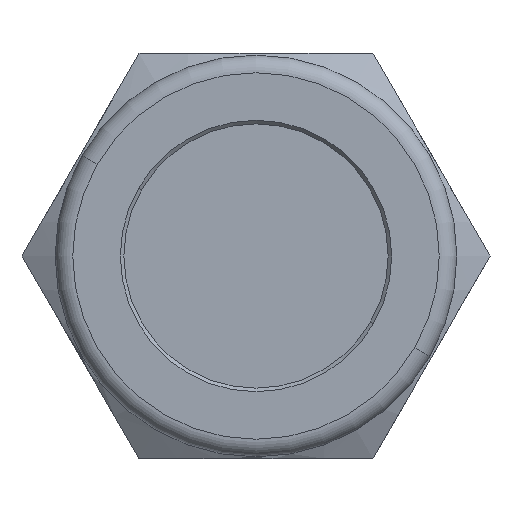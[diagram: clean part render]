
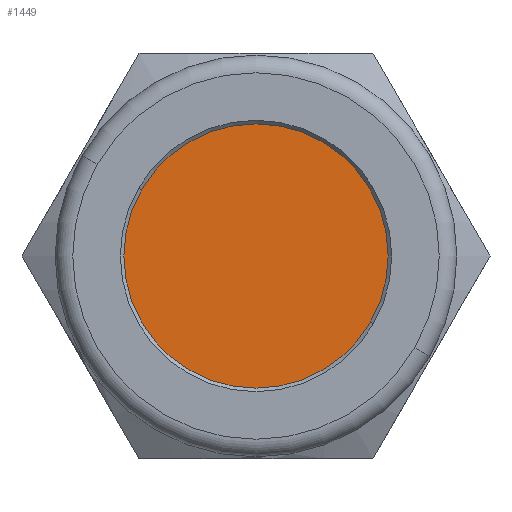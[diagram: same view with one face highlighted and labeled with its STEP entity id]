
A CAD part, front view. The second image highlights one B-rep face of the part: STEP entity #1449.
In plain terms, the highlighted planar face has unit normal (0, -1, 0).
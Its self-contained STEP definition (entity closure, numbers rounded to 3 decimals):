
#99 = CARTESIAN_POINT ( 'NONE',  ( 0., -8.5, 0. ) ) ;
#100 = DIRECTION ( 'NONE',  ( 0., 1., 0. ) ) ;
#101 = DIRECTION ( 'NONE',  ( 0., 0., 1. ) ) ;
#553 = ORIENTED_EDGE ( 'NONE', *, *, #1916, .F. ) ;
#554 = ORIENTED_EDGE ( 'NONE', *, *, #1877, .F. ) ;
#599 = PLANE ( 'NONE',  #1557 ) ;
#846 = DIRECTION ( 'NONE',  ( 0., 0., 1. ) ) ;
#848 = DIRECTION ( 'NONE',  ( 0., 1., 0. ) ) ;
#849 = CARTESIAN_POINT ( 'NONE',  ( 0., -8.5, 0. ) ) ;
#1125 = AXIS2_PLACEMENT_3D ( 'NONE', #2973, #2974, #2975 ) ;
#1146 = AXIS2_PLACEMENT_3D ( 'NONE', #99, #100, #101 ) ;
#1290 = FACE_OUTER_BOUND ( 'NONE', #3304, .T. ) ;
#1449 = ADVANCED_FACE ( 'NONE', ( #1290 ), #599, .F. ) ;
#1557 = AXIS2_PLACEMENT_3D ( 'NONE', #849, #848, #846 ) ;
#1877 = EDGE_CURVE ( 'NONE', #3208, #3207, #3519, .T. ) ;
#1916 = EDGE_CURVE ( 'NONE', #3207, #3208, #3564, .T. ) ;
#2690 = CARTESIAN_POINT ( 'NONE',  ( 6.495, -8.5, -3.75 ) ) ;
#2707 = CARTESIAN_POINT ( 'NONE',  ( -6.495, -8.5, 3.75 ) ) ;
#2973 = CARTESIAN_POINT ( 'NONE',  ( 0., -8.5, 0. ) ) ;
#2974 = DIRECTION ( 'NONE',  ( 0., 1., 0. ) ) ;
#2975 = DIRECTION ( 'NONE',  ( 0., 0., 1. ) ) ;
#3207 = VERTEX_POINT ( 'NONE', #2690 ) ;
#3208 = VERTEX_POINT ( 'NONE', #2707 ) ;
#3304 = EDGE_LOOP ( 'NONE', ( #553, #554 ) ) ;
#3519 = CIRCLE ( 'NONE', #1125, 7.5 ) ;
#3564 = CIRCLE ( 'NONE', #1146, 7.5 ) ;
